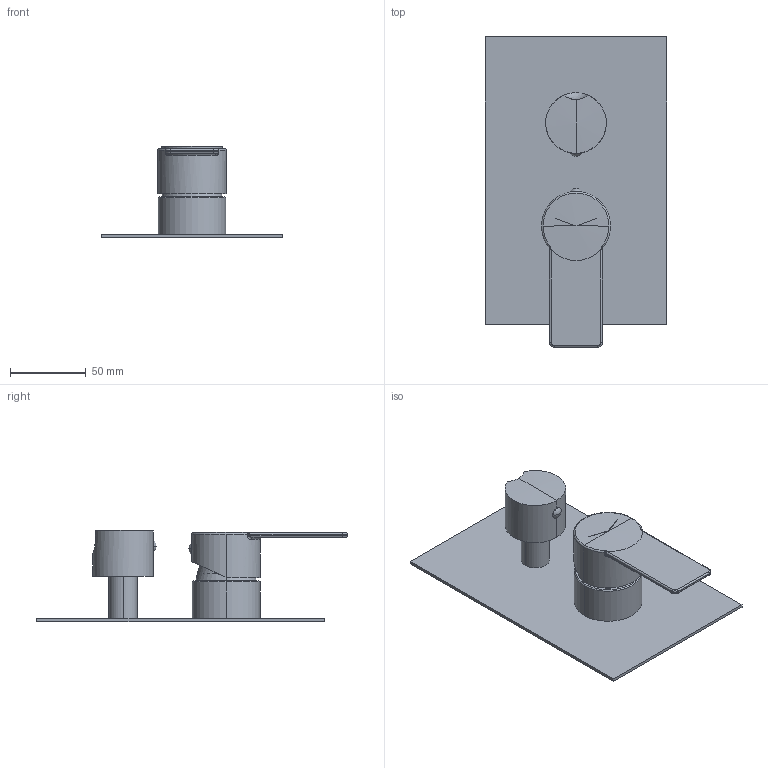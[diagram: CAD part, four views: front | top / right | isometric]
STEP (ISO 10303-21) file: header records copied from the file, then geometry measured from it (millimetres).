
FILE_DESCRIPTION((''),'2;1');
FILE_NAME('TA018CR-M','2021-01-18T10:05:44',('ut3'),('PAFFONI SpA'),'CREO PARAMETRIC BY PTC INC, 2020044','CREO PARAMETRIC BY PTC INC, 2020044','');
FILE_SCHEMA(('CONFIG_CONTROL_DESIGN','SHAPE_APPEARANCE_LAYERS_GROUPS'));
Length unit declared in the file: millimetre
Products named in the file (1): TA018CR-M
Bounding box: 120 x 205 x 60.25 mm (x, y, z)
Volume: 108908.9 mm3; surface area: 86324.3 mm2
Topology: 2 solids, 3 shells, 227 faces, 544 edges, 326 vertices
Faces by surface type: cylinder 86, plane 73, cone 37, bspline 15, torus 11, sphere 5
Entity records: 9562 total; most frequent: CARTESIAN_POINT 2749, DIRECTION 1086, ORIENTED_EDGE 1072, EDGE_CURVE 536, AXIS2_PLACEMENT_3D 425, VERTEX_POINT 326, EDGE_LOOP 254, VECTOR 236
